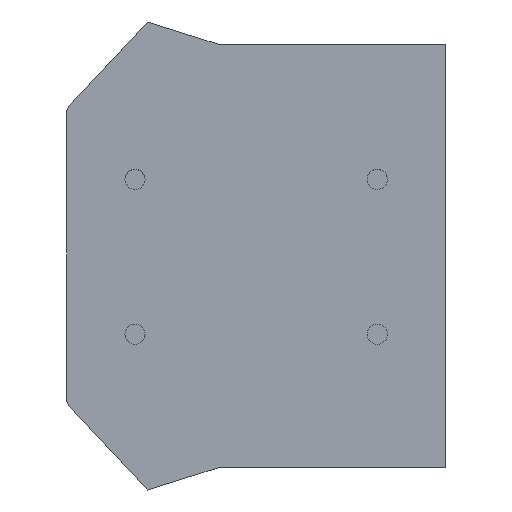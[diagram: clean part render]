
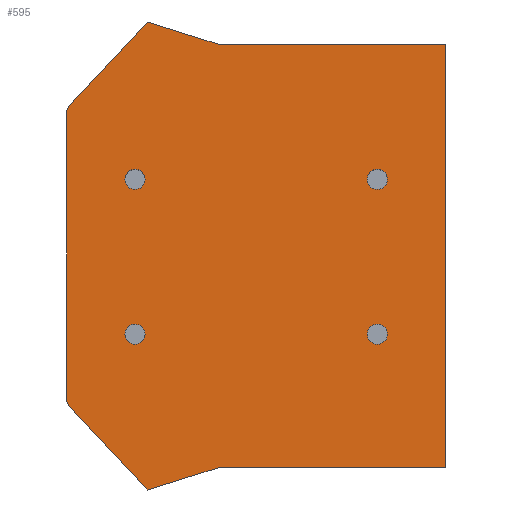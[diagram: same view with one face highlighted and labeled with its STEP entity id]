
A CAD part, top view. The second image highlights one B-rep face of the part: STEP entity #595.
In plain terms, the highlighted planar face has unit normal (0, 0, 1).
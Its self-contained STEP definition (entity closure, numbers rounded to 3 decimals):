
#37=FACE_BOUND('',#248,.T.);
#38=FACE_BOUND('',#249,.T.);
#39=FACE_BOUND('',#250,.T.);
#40=FACE_BOUND('',#251,.T.);
#70=LINE('',#927,#131);
#71=LINE('',#929,#132);
#72=LINE('',#931,#133);
#73=LINE('',#933,#134);
#74=LINE('',#935,#135);
#75=LINE('',#937,#136);
#76=LINE('',#939,#137);
#77=LINE('',#941,#138);
#78=LINE('',#943,#139);
#79=LINE('',#945,#140);
#80=LINE('',#946,#141);
#131=VECTOR('',#784,10.);
#132=VECTOR('',#785,10.);
#133=VECTOR('',#786,10.);
#134=VECTOR('',#787,10.);
#135=VECTOR('',#788,10.);
#136=VECTOR('',#789,10.);
#137=VECTOR('',#790,10.);
#138=VECTOR('',#791,10.);
#139=VECTOR('',#792,10.);
#140=VECTOR('',#793,10.);
#141=VECTOR('',#794,10.);
#181=PLANE('',#664);
#207=FACE_OUTER_BOUND('',#247,.T.);
#247=EDGE_LOOP('',(#499,#500,#501,#502,#503,#504,#505,#506,#507,#508,#509));
#248=EDGE_LOOP('',(#510));
#249=EDGE_LOOP('',(#511));
#250=EDGE_LOOP('',(#512));
#251=EDGE_LOOP('',(#513));
#271=CIRCLE('',#649,0.75);
#273=CIRCLE('',#653,0.75);
#275=CIRCLE('',#657,0.75);
#277=CIRCLE('',#661,0.75);
#303=VERTEX_POINT('',#897);
#305=VERTEX_POINT('',#904);
#307=VERTEX_POINT('',#911);
#309=VERTEX_POINT('',#918);
#311=VERTEX_POINT('',#925);
#312=VERTEX_POINT('',#926);
#313=VERTEX_POINT('',#928);
#314=VERTEX_POINT('',#930);
#315=VERTEX_POINT('',#932);
#316=VERTEX_POINT('',#934);
#317=VERTEX_POINT('',#936);
#318=VERTEX_POINT('',#938);
#319=VERTEX_POINT('',#940);
#320=VERTEX_POINT('',#942);
#321=VERTEX_POINT('',#944);
#367=EDGE_CURVE('',#303,#303,#271,.T.);
#370=EDGE_CURVE('',#305,#305,#273,.T.);
#373=EDGE_CURVE('',#307,#307,#275,.T.);
#376=EDGE_CURVE('',#309,#309,#277,.T.);
#379=EDGE_CURVE('',#311,#312,#70,.T.);
#380=EDGE_CURVE('',#312,#313,#71,.T.);
#381=EDGE_CURVE('',#313,#314,#72,.T.);
#382=EDGE_CURVE('',#314,#315,#73,.T.);
#383=EDGE_CURVE('',#315,#316,#74,.T.);
#384=EDGE_CURVE('',#316,#317,#75,.T.);
#385=EDGE_CURVE('',#317,#318,#76,.T.);
#386=EDGE_CURVE('',#318,#319,#77,.T.);
#387=EDGE_CURVE('',#319,#320,#78,.T.);
#388=EDGE_CURVE('',#320,#321,#79,.T.);
#389=EDGE_CURVE('',#321,#311,#80,.T.);
#499=ORIENTED_EDGE('',*,*,#379,.T.);
#500=ORIENTED_EDGE('',*,*,#380,.T.);
#501=ORIENTED_EDGE('',*,*,#381,.T.);
#502=ORIENTED_EDGE('',*,*,#382,.T.);
#503=ORIENTED_EDGE('',*,*,#383,.T.);
#504=ORIENTED_EDGE('',*,*,#384,.T.);
#505=ORIENTED_EDGE('',*,*,#385,.T.);
#506=ORIENTED_EDGE('',*,*,#386,.T.);
#507=ORIENTED_EDGE('',*,*,#387,.T.);
#508=ORIENTED_EDGE('',*,*,#388,.T.);
#509=ORIENTED_EDGE('',*,*,#389,.T.);
#510=ORIENTED_EDGE('',*,*,#367,.T.);
#511=ORIENTED_EDGE('',*,*,#370,.T.);
#512=ORIENTED_EDGE('',*,*,#373,.T.);
#513=ORIENTED_EDGE('',*,*,#376,.T.);
#595=ADVANCED_FACE('',(#207,#37,#38,#39,#40),#181,.T.);
#649=AXIS2_PLACEMENT_3D('',#898,#748,#749);
#653=AXIS2_PLACEMENT_3D('',#905,#757,#758);
#657=AXIS2_PLACEMENT_3D('',#912,#766,#767);
#661=AXIS2_PLACEMENT_3D('',#919,#775,#776);
#664=AXIS2_PLACEMENT_3D('',#924,#782,#783);
#748=DIRECTION('center_axis',(0.,0.,-1.));
#749=DIRECTION('ref_axis',(1.,0.,0.));
#757=DIRECTION('center_axis',(0.,0.,-1.));
#758=DIRECTION('ref_axis',(1.,0.,0.));
#766=DIRECTION('center_axis',(0.,0.,-1.));
#767=DIRECTION('ref_axis',(1.,0.,0.));
#775=DIRECTION('center_axis',(0.,0.,-1.));
#776=DIRECTION('ref_axis',(1.,0.,0.));
#782=DIRECTION('center_axis',(0.,0.,1.));
#783=DIRECTION('ref_axis',(1.,0.,0.));
#784=DIRECTION('',(-0.682,-0.731,0.));
#785=DIRECTION('',(-0.464,-0.886,0.));
#786=DIRECTION('',(0.,-1.,0.));
#787=DIRECTION('',(0.,-1.,0.));
#788=DIRECTION('',(0.464,-0.886,0.));
#789=DIRECTION('',(0.682,-0.731,0.));
#790=DIRECTION('',(0.954,0.299,0.));
#791=DIRECTION('',(1.,0.,0.));
#792=DIRECTION('',(0.,1.,0.));
#793=DIRECTION('',(-1.,0.,0.));
#794=DIRECTION('',(-0.954,0.299,0.));
#897=CARTESIAN_POINT('',(-137.354,-217.409,0.));
#898=CARTESIAN_POINT('Origin',(-136.604,-217.409,0.));
#904=CARTESIAN_POINT('',(-119.354,-217.409,0.));
#905=CARTESIAN_POINT('Origin',(-118.604,-217.409,0.));
#911=CARTESIAN_POINT('',(-137.354,-228.909,0.));
#912=CARTESIAN_POINT('Origin',(-136.604,-228.909,0.));
#918=CARTESIAN_POINT('',(-119.354,-228.909,0.));
#919=CARTESIAN_POINT('Origin',(-118.604,-228.909,0.));
#924=CARTESIAN_POINT('Origin',(-127.012,-223.099,0.));
#925=CARTESIAN_POINT('',(-135.685,-205.726,0.));
#926=CARTESIAN_POINT('',(-141.479,-211.933,0.));
#927=CARTESIAN_POINT('',(-135.685,-205.726,0.));
#928=CARTESIAN_POINT('',(-141.68,-212.318,0.));
#929=CARTESIAN_POINT('',(-141.479,-211.933,0.));
#930=CARTESIAN_POINT('',(-141.68,-223.1,0.));
#931=CARTESIAN_POINT('',(-141.68,-212.318,0.));
#932=CARTESIAN_POINT('',(-141.679,-233.882,0.));
#933=CARTESIAN_POINT('',(-141.679,-233.882,0.));
#934=CARTESIAN_POINT('',(-141.478,-234.267,0.));
#935=CARTESIAN_POINT('',(-141.478,-234.267,0.));
#936=CARTESIAN_POINT('',(-135.683,-240.473,0.));
#937=CARTESIAN_POINT('',(-135.683,-240.473,0.));
#938=CARTESIAN_POINT('',(-130.353,-238.8,0.));
#939=CARTESIAN_POINT('',(-130.353,-238.8,0.));
#940=CARTESIAN_POINT('',(-113.553,-238.798,0.));
#941=CARTESIAN_POINT('',(-113.553,-238.798,0.));
#942=CARTESIAN_POINT('',(-113.555,-207.398,0.));
#943=CARTESIAN_POINT('',(-113.555,-207.398,0.));
#944=CARTESIAN_POINT('',(-130.355,-207.398,0.));
#945=CARTESIAN_POINT('',(-113.555,-207.398,0.));
#946=CARTESIAN_POINT('',(-130.355,-207.398,0.));
